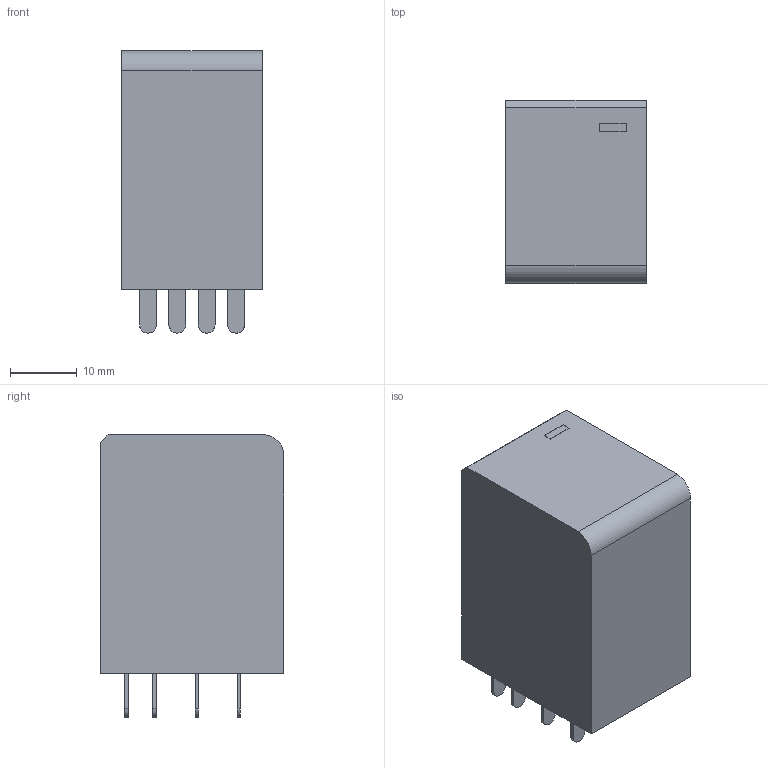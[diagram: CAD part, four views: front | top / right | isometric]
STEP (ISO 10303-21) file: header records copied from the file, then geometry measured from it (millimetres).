
FILE_DESCRIPTION(('CATIA V5R24 STEP','CAx-IF Rec.Pracs.--- Model Styling and Organization---1.2---2011-12-15'),'2;1');
FILE_NAME ('6738740_4_7760056084_S3D_DRM570_XXX.stp','2017-12-04T13:08:53+00:00',('none'),('Weidmueller'),'CATIA Version 5-6 Release 2014 SP4','CATIA V5 STEP AP214','none');
FILE_SCHEMA(('AUTOMOTIVE_DESIGN { 1 0 10303 214 1 1 1 1 }'));
Length unit declared in the file: millimetre
Products named in the file (1): 7760056083
Bounding box: 21.01 x 27.41 x 42.2 mm (x, y, z)
Volume: 20613.4 mm3; surface area: 5118 mm2
Topology: 15 solids, 15 shells, 97 faces, 204 edges, 138 vertices
Faces by surface type: plane 82, cylinder 11, extrusion 4
Entity records: 2596 total; most frequent: CARTESIAN_POINT 648, ORIENTED_EDGE 408, DIRECTION 256, EDGE_CURVE 204, VECTOR 168, LINE 164, VERTEX_POINT 138, EDGE_LOOP 98
